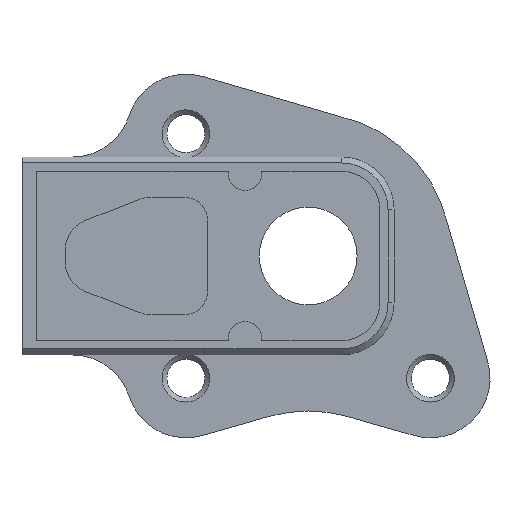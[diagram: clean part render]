
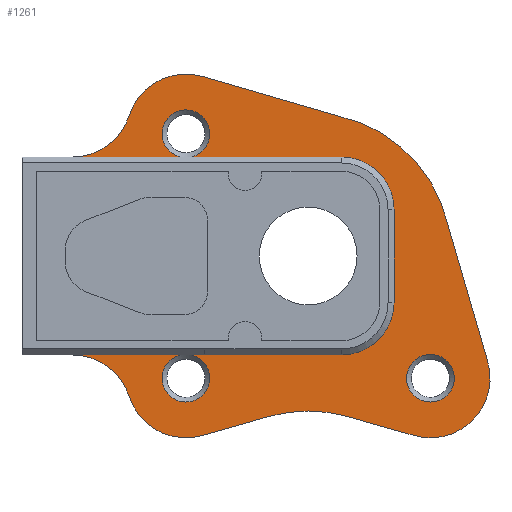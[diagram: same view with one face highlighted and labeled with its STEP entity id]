
A CAD part, front view. The second image highlights one B-rep face of the part: STEP entity #1261.
In plain terms, the highlighted planar face has unit normal (0, -1, 0).
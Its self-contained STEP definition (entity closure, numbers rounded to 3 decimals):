
#25=FACE_BOUND('',#216,.T.);
#87=CIRCLE('',#1376,2.);
#89=CIRCLE('',#1380,2.);
#91=CIRCLE('',#1384,5.);
#92=CIRCLE('',#1385,5.);
#93=CIRCLE('',#1386,12.);
#94=CIRCLE('',#1387,5.);
#95=CIRCLE('',#1388,12.);
#96=CIRCLE('',#1389,5.);
#97=CIRCLE('',#1390,5.);
#98=CIRCLE('',#1391,2.);
#99=CIRCLE('',#1392,2.);
#100=CIRCLE('',#1393,4.401);
#101=CIRCLE('',#1394,4.401);
#140=FACE_OUTER_BOUND('',#215,.T.);
#215=EDGE_LOOP('',(#998,#999,#1000,#1001,#1002,#1003,#1004,#1005,#1006,
#1007,#1008,#1009,#1010,#1011,#1012,#1013,#1014,#1015,#1016,#1017,#1018,
#1019));
#216=EDGE_LOOP('',(#1020));
#278=LINE('',#1873,#407);
#337=LINE('',#2070,#466);
#338=LINE('',#2076,#467);
#339=LINE('',#2080,#468);
#340=LINE('',#2084,#469);
#341=LINE('',#2088,#470);
#342=LINE('',#2094,#471);
#343=LINE('',#2100,#472);
#344=LINE('',#2105,#473);
#345=LINE('',#2106,#474);
#407=VECTOR('',#1490,10.);
#466=VECTOR('',#1659,10.);
#467=VECTOR('',#1664,10.);
#468=VECTOR('',#1667,10.);
#469=VECTOR('',#1670,10.);
#470=VECTOR('',#1673,10.);
#471=VECTOR('',#1678,10.);
#472=VECTOR('',#1683,10.);
#473=VECTOR('',#1688,10.);
#474=VECTOR('',#1689,10.);
#533=VERTEX_POINT('',#1870);
#534=VERTEX_POINT('',#1872);
#605=VERTEX_POINT('',#2045);
#607=VERTEX_POINT('',#2050);
#609=VERTEX_POINT('',#2061);
#611=VERTEX_POINT('',#2069);
#612=VERTEX_POINT('',#2071);
#613=VERTEX_POINT('',#2073);
#614=VERTEX_POINT('',#2075);
#615=VERTEX_POINT('',#2077);
#616=VERTEX_POINT('',#2079);
#617=VERTEX_POINT('',#2081);
#618=VERTEX_POINT('',#2083);
#619=VERTEX_POINT('',#2085);
#620=VERTEX_POINT('',#2087);
#621=VERTEX_POINT('',#2089);
#622=VERTEX_POINT('',#2091);
#623=VERTEX_POINT('',#2093);
#624=VERTEX_POINT('',#2095);
#625=VERTEX_POINT('',#2097);
#626=VERTEX_POINT('',#2099);
#627=VERTEX_POINT('',#2102);
#628=VERTEX_POINT('',#2104);
#662=EDGE_CURVE('',#534,#533,#278,.T.);
#749=EDGE_CURVE('',#605,#607,#87,.T.);
#754=EDGE_CURVE('',#609,#609,#89,.T.);
#758=EDGE_CURVE('',#605,#611,#337,.T.);
#759=EDGE_CURVE('',#612,#611,#91,.T.);
#760=EDGE_CURVE('',#612,#613,#92,.T.);
#761=EDGE_CURVE('',#613,#614,#338,.T.);
#762=EDGE_CURVE('',#614,#615,#93,.T.);
#763=EDGE_CURVE('',#615,#616,#339,.T.);
#764=EDGE_CURVE('',#616,#617,#94,.T.);
#765=EDGE_CURVE('',#617,#618,#340,.T.);
#766=EDGE_CURVE('',#618,#619,#95,.T.);
#767=EDGE_CURVE('',#619,#620,#341,.T.);
#768=EDGE_CURVE('',#620,#621,#96,.T.);
#769=EDGE_CURVE('',#622,#621,#97,.T.);
#770=EDGE_CURVE('',#622,#623,#342,.T.);
#771=EDGE_CURVE('',#624,#623,#98,.T.);
#772=EDGE_CURVE('',#625,#624,#99,.T.);
#773=EDGE_CURVE('',#625,#626,#343,.T.);
#774=EDGE_CURVE('',#626,#534,#100,.T.);
#775=EDGE_CURVE('',#533,#627,#101,.T.);
#776=EDGE_CURVE('',#627,#628,#344,.T.);
#777=EDGE_CURVE('',#628,#607,#345,.T.);
#998=ORIENTED_EDGE('',*,*,#749,.F.);
#999=ORIENTED_EDGE('',*,*,#758,.T.);
#1000=ORIENTED_EDGE('',*,*,#759,.F.);
#1001=ORIENTED_EDGE('',*,*,#760,.T.);
#1002=ORIENTED_EDGE('',*,*,#761,.T.);
#1003=ORIENTED_EDGE('',*,*,#762,.T.);
#1004=ORIENTED_EDGE('',*,*,#763,.T.);
#1005=ORIENTED_EDGE('',*,*,#764,.T.);
#1006=ORIENTED_EDGE('',*,*,#765,.T.);
#1007=ORIENTED_EDGE('',*,*,#766,.T.);
#1008=ORIENTED_EDGE('',*,*,#767,.T.);
#1009=ORIENTED_EDGE('',*,*,#768,.T.);
#1010=ORIENTED_EDGE('',*,*,#769,.F.);
#1011=ORIENTED_EDGE('',*,*,#770,.T.);
#1012=ORIENTED_EDGE('',*,*,#771,.F.);
#1013=ORIENTED_EDGE('',*,*,#772,.F.);
#1014=ORIENTED_EDGE('',*,*,#773,.T.);
#1015=ORIENTED_EDGE('',*,*,#774,.T.);
#1016=ORIENTED_EDGE('',*,*,#662,.T.);
#1017=ORIENTED_EDGE('',*,*,#775,.T.);
#1018=ORIENTED_EDGE('',*,*,#776,.T.);
#1019=ORIENTED_EDGE('',*,*,#777,.T.);
#1020=ORIENTED_EDGE('',*,*,#754,.F.);
#1211=PLANE('',#1383);
#1261=ADVANCED_FACE('',(#140,#25),#1211,.T.);
#1376=AXIS2_PLACEMENT_3D('',#2051,#1639,#1640);
#1380=AXIS2_PLACEMENT_3D('',#2062,#1649,#1650);
#1383=AXIS2_PLACEMENT_3D('',#2068,#1657,#1658);
#1384=AXIS2_PLACEMENT_3D('',#2072,#1660,#1661);
#1385=AXIS2_PLACEMENT_3D('',#2074,#1662,#1663);
#1386=AXIS2_PLACEMENT_3D('',#2078,#1665,#1666);
#1387=AXIS2_PLACEMENT_3D('',#2082,#1668,#1669);
#1388=AXIS2_PLACEMENT_3D('',#2086,#1671,#1672);
#1389=AXIS2_PLACEMENT_3D('',#2090,#1674,#1675);
#1390=AXIS2_PLACEMENT_3D('',#2092,#1676,#1677);
#1391=AXIS2_PLACEMENT_3D('',#2096,#1679,#1680);
#1392=AXIS2_PLACEMENT_3D('',#2098,#1681,#1682);
#1393=AXIS2_PLACEMENT_3D('',#2101,#1684,#1685);
#1394=AXIS2_PLACEMENT_3D('',#2103,#1686,#1687);
#1490=DIRECTION('',(0.,0.,-1.));
#1639=DIRECTION('center_axis',(0.,-1.,0.));
#1640=DIRECTION('ref_axis',(0.,0.,-1.));
#1649=DIRECTION('center_axis',(0.,-1.,0.));
#1650=DIRECTION('ref_axis',(0.,0.,-1.));
#1657=DIRECTION('center_axis',(0.,-1.,0.));
#1658=DIRECTION('ref_axis',(1.,0.,0.));
#1659=DIRECTION('',(-1.,0.,0.));
#1660=DIRECTION('center_axis',(0.,-1.,0.));
#1661=DIRECTION('ref_axis',(0.952,0.,0.305));
#1662=DIRECTION('center_axis',(0.,-1.,0.));
#1663=DIRECTION('ref_axis',(-0.961,0.,0.275));
#1664=DIRECTION('',(0.961,0.,0.275));
#1665=DIRECTION('center_axis',(0.,1.,0.));
#1666=DIRECTION('ref_axis',(0.275,0.,0.961));
#1667=DIRECTION('',(0.961,0.,-0.275));
#1668=DIRECTION('center_axis',(0.,-1.,0.));
#1669=DIRECTION('ref_axis',(-0.275,0.,-0.961));
#1670=DIRECTION('',(-0.28,0.,0.96));
#1671=DIRECTION('center_axis',(0.,-1.,0.));
#1672=DIRECTION('ref_axis',(0.975,0.,0.22));
#1673=DIRECTION('',(-0.96,0.,0.28));
#1674=DIRECTION('center_axis',(0.,-1.,0.));
#1675=DIRECTION('ref_axis',(0.275,0.,0.961));
#1676=DIRECTION('center_axis',(0.,-1.,0.));
#1677=DIRECTION('ref_axis',(0.,0.,-1.));
#1678=DIRECTION('',(1.,0.,0.));
#1679=DIRECTION('center_axis',(0.,-1.,0.));
#1680=DIRECTION('ref_axis',(0.,0.,-1.));
#1681=DIRECTION('center_axis',(0.,-1.,0.));
#1682=DIRECTION('ref_axis',(0.,0.,-1.));
#1683=DIRECTION('',(1.,0.,0.));
#1684=DIRECTION('center_axis',(0.,1.,0.));
#1685=DIRECTION('ref_axis',(1.,0.,0.));
#1686=DIRECTION('center_axis',(0.,1.,0.));
#1687=DIRECTION('ref_axis',(0.,0.,-1.));
#1688=DIRECTION('',(-1.,0.,0.));
#1689=DIRECTION('',(-1.,0.,0.));
#1870=CARTESIAN_POINT('',(7.2,-3.2,-3.899));
#1872=CARTESIAN_POINT('',(7.2,-3.2,3.899));
#1873=CARTESIAN_POINT('',(7.2,-3.2,-1.949));
#2045=CARTESIAN_POINT('',(-10.684,-3.2,-8.3));
#2050=CARTESIAN_POINT('',(-9.822,-3.2,-8.3));
#2051=CARTESIAN_POINT('Origin',(-10.253,-3.2,-10.253));
#2061=CARTESIAN_POINT('',(10.253,-3.2,-8.253));
#2062=CARTESIAN_POINT('Origin',(10.253,-3.2,-10.253));
#2068=CARTESIAN_POINT('Origin',(0.,-3.2,0.));
#2069=CARTESIAN_POINT('',(-19.778,-3.2,-8.3));
#2070=CARTESIAN_POINT('',(-12.,-3.2,-8.3));
#2071=CARTESIAN_POINT('',(-15.015,-3.2,-11.777));
#2072=CARTESIAN_POINT('Origin',(-19.778,-3.2,-13.3));
#2073=CARTESIAN_POINT('',(-8.876,-3.2,-15.06));
#2074=CARTESIAN_POINT('Origin',(-10.253,-3.2,-10.253));
#2075=CARTESIAN_POINT('',(-3.304,-3.2,-13.464));
#2076=CARTESIAN_POINT('',(-8.876,-3.2,-15.06));
#2077=CARTESIAN_POINT('',(3.304,-3.2,-13.464));
#2078=CARTESIAN_POINT('Origin',(0.,-3.2,-25.));
#2079=CARTESIAN_POINT('',(8.876,-3.2,-15.06));
#2080=CARTESIAN_POINT('',(3.304,-3.2,-13.464));
#2081=CARTESIAN_POINT('',(15.06,-3.2,-8.876));
#2082=CARTESIAN_POINT('Origin',(10.253,-3.2,-10.253));
#2083=CARTESIAN_POINT('',(11.705,-3.2,2.645));
#2084=CARTESIAN_POINT('',(15.06,-3.2,-8.876));
#2085=CARTESIAN_POINT('',(2.645,-3.2,11.705));
#2086=CARTESIAN_POINT('Origin',(0.,-3.2,0.));
#2087=CARTESIAN_POINT('',(-8.876,-3.2,15.06));
#2088=CARTESIAN_POINT('',(2.645,-3.2,11.705));
#2089=CARTESIAN_POINT('',(-15.015,-3.2,11.777));
#2090=CARTESIAN_POINT('Origin',(-10.253,-3.2,10.253));
#2091=CARTESIAN_POINT('',(-19.778,-3.2,8.3));
#2092=CARTESIAN_POINT('Origin',(-19.778,-3.2,13.3));
#2093=CARTESIAN_POINT('',(-10.684,-3.2,8.3));
#2094=CARTESIAN_POINT('',(1.399,-3.2,8.3));
#2095=CARTESIAN_POINT('',(-10.253,-3.2,12.253));
#2096=CARTESIAN_POINT('Origin',(-10.253,-3.2,10.253));
#2097=CARTESIAN_POINT('',(-9.822,-3.2,8.3));
#2098=CARTESIAN_POINT('Origin',(-10.253,-3.2,10.253));
#2099=CARTESIAN_POINT('',(2.799,-3.2,8.3));
#2100=CARTESIAN_POINT('',(1.399,-3.2,8.3));
#2101=CARTESIAN_POINT('Origin',(2.799,-3.2,3.899));
#2102=CARTESIAN_POINT('',(2.799,-3.2,-8.3));
#2103=CARTESIAN_POINT('Origin',(2.799,-3.2,-3.899));
#2104=CARTESIAN_POINT('',(-8.667,-3.2,-8.3));
#2105=CARTESIAN_POINT('',(-4.333,-3.2,-8.3));
#2106=CARTESIAN_POINT('',(-12.,-3.2,-8.3));
